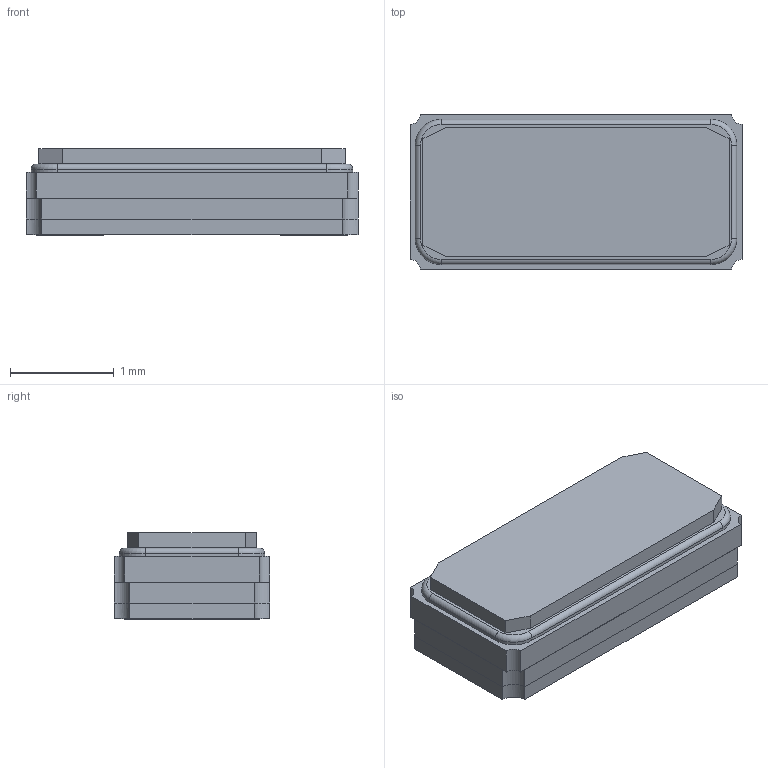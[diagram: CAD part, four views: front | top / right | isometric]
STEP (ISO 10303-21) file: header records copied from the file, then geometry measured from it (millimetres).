
FILE_DESCRIPTION(('FreeCAD Model'),'2;1');
FILE_NAME('Open CASCADE Shape Model','2022-01-09T20:43:39',( 'kicad StepUp'),('ksu MCAD'),'Open CASCADE STEP processor 7.5', 'FreeCAD','Unknown');
FILE_SCHEMA(('AUTOMOTIVE_DESIGN { 1 0 10303 214 1 1 1 1 }'));
Length unit declared in the file: millimetre
Products named in the file (1): FC-135
Bounding box: 3.2 x 1.5 x 0.83 mm (x, y, z)
Volume: 3.1 mm3; surface area: 47.6 mm2
Topology: 10 solids, 10 shells, 164 faces, 413 edges, 270 vertices
Faces by surface type: plane 102, cylinder 52, torus 10
Entity records: 5128 total; most frequent: CARTESIAN_POINT 984, DIRECTION 853, ORIENTED_EDGE 826, EDGE_CURVE 413, AXIS2_PLACEMENT_3D 287, LINE 279, VECTOR 279, VERTEX_POINT 270
